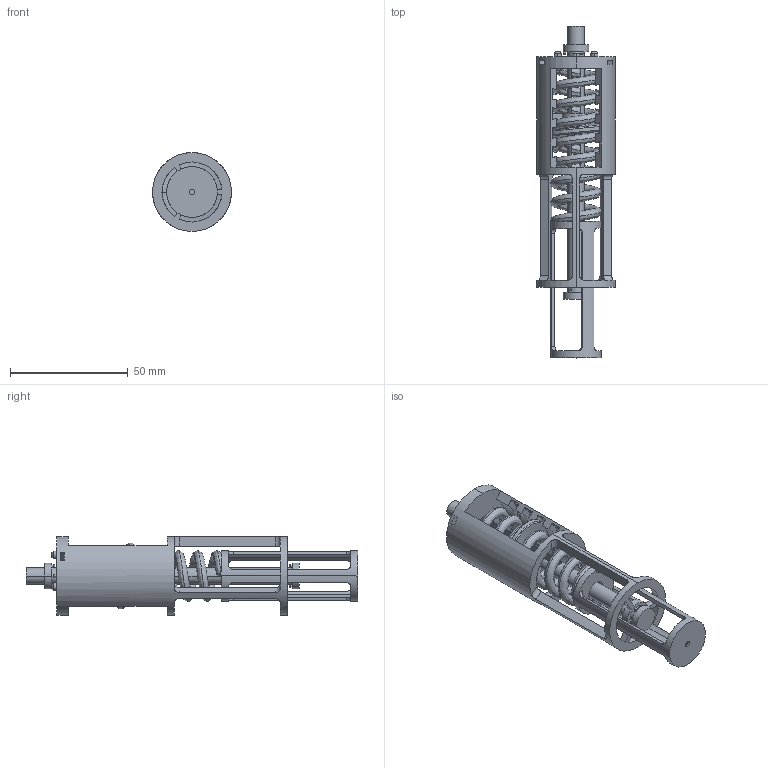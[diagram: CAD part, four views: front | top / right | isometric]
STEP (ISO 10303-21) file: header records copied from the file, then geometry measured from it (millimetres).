
FILE_DESCRIPTION (( 'STEP AP214' ), '1' );
FILE_NAME ('C-MAC_d4D17.5.STEP', '2023-09-11T18:08:20', ( '' ), ( '' ), 'SwSTEP 2.0', 'SolidWorks 2021', '' );
FILE_SCHEMA (( 'AUTOMOTIVE_DESIGN' ));
Length unit declared in the file: millimetre
Products named in the file (1): C-MAC_d4D17.5
Bounding box: 33.5 x 141 x 33.5 mm (x, y, z)
Volume: 28258.9 mm3; surface area: 28180.8 mm2
Topology: 3 solids, 3 shells, 297 faces, 832 edges, 543 vertices
Faces by surface type: cylinder 118, plane 89, bspline 66, cone 12, torus 12
Entity records: 29924 total; most frequent: CARTESIAN_POINT 22811, ORIENTED_EDGE 1664, DIRECTION 1253, EDGE_CURVE 832, VERTEX_POINT 543, AXIS2_PLACEMENT_3D 479, EDGE_LOOP 345, ADVANCED_FACE 297
